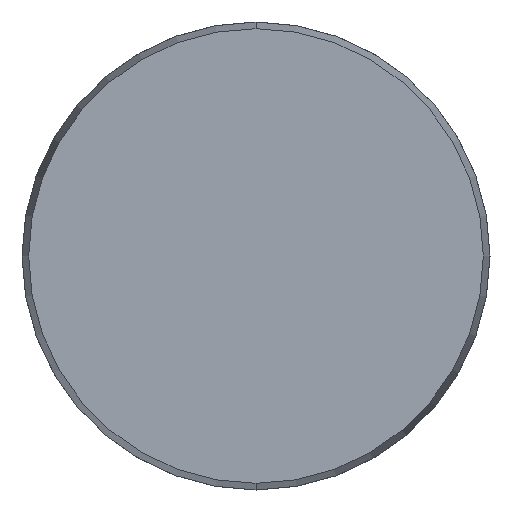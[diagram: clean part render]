
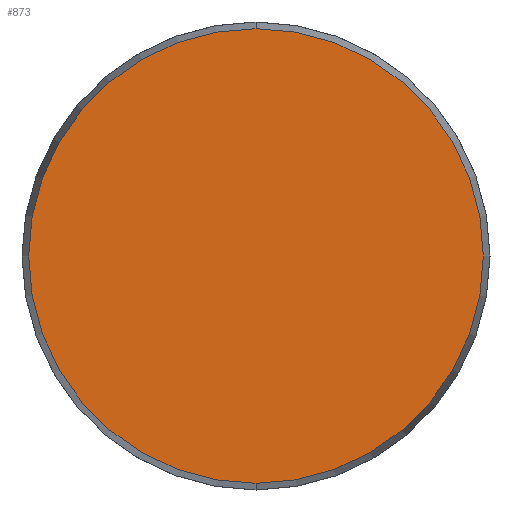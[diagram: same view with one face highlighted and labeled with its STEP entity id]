
A CAD part, front view. The second image highlights one B-rep face of the part: STEP entity #873.
In plain terms, the highlighted planar face has unit normal (0, -1, 0).
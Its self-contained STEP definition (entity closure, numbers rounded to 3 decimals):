
#9 = DIRECTION ( 'NONE',  ( 0., 0., -1. ) ) ;
#12 = EDGE_CURVE ( 'NONE', #525, #627, #530, .T. ) ;
#74 = CARTESIAN_POINT ( 'NONE',  ( 0., 0., -29.143 ) ) ;
#78 = DIRECTION ( 'NONE',  ( 0., 1., 0. ) ) ;
#150 = EDGE_CURVE ( 'NONE', #627, #525, #170, .T. ) ;
#159 = EDGE_LOOP ( 'NONE', ( #996, #202 ) ) ;
#167 = AXIS2_PLACEMENT_3D ( 'NONE', #945, #78, #686 ) ;
#170 = CIRCLE ( 'NONE', #547, 29.143 ) ;
#184 = CARTESIAN_POINT ( 'NONE',  ( 0., 0., 29.143 ) ) ;
#202 = ORIENTED_EDGE ( 'NONE', *, *, #150, .T. ) ;
#230 = PLANE ( 'NONE',  #167 ) ;
#258 = CARTESIAN_POINT ( 'NONE',  ( 0., 0., 0. ) ) ;
#402 = DIRECTION ( 'NONE',  ( 0., 0., -1. ) ) ;
#525 = VERTEX_POINT ( 'NONE', #184 ) ;
#530 = CIRCLE ( 'NONE', #883, 29.143 ) ;
#547 = AXIS2_PLACEMENT_3D ( 'NONE', #549, #715, #9 ) ;
#549 = CARTESIAN_POINT ( 'NONE',  ( 0., 0., 0. ) ) ;
#627 = VERTEX_POINT ( 'NONE', #74 ) ;
#686 = DIRECTION ( 'NONE',  ( 0., 0., 1. ) ) ;
#690 = FACE_OUTER_BOUND ( 'NONE', #159, .T. ) ;
#715 = DIRECTION ( 'NONE',  ( 0., -1., 0. ) ) ;
#873 = ADVANCED_FACE ( 'NONE', ( #690 ), #230, .F. ) ;
#883 = AXIS2_PLACEMENT_3D ( 'NONE', #258, #944, #402 ) ;
#944 = DIRECTION ( 'NONE',  ( 0., -1., 0. ) ) ;
#945 = CARTESIAN_POINT ( 'NONE',  ( -29.143, 0., 0. ) ) ;
#996 = ORIENTED_EDGE ( 'NONE', *, *, #12, .T. ) ;
